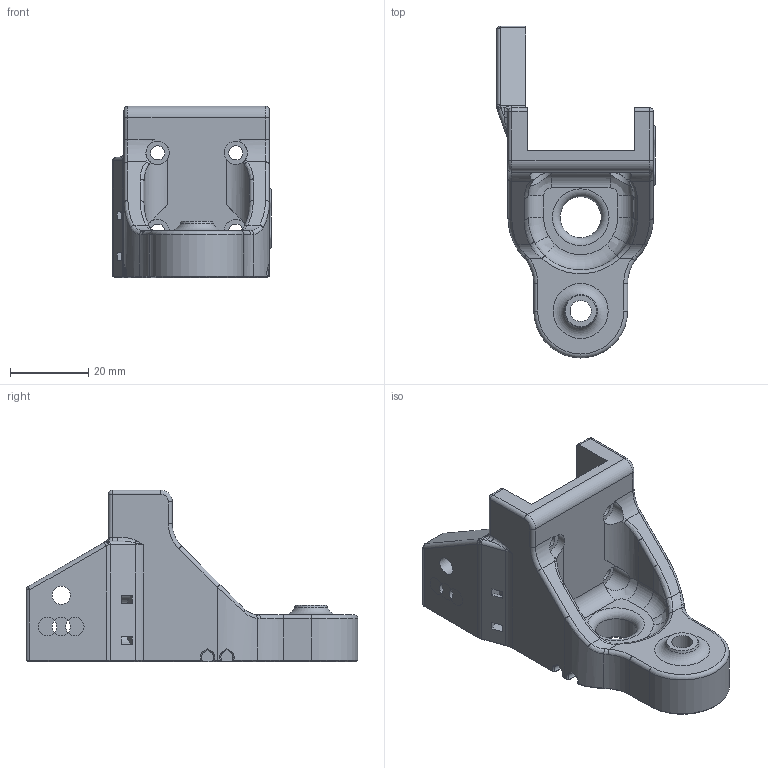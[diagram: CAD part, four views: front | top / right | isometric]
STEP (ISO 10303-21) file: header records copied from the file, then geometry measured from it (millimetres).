
FILE_DESCRIPTION(/* description */ (''),/* implementation_level */ '2;1');
FILE_NAME(/* name */ 'WobbleX-MGN12H_Z_Carriage_Rear1.step',/* time_stamp */ '2023-04-11T21:22:20+02:00',/* author */ (''),/* organization */ (''),/* preprocessor_version */ 'ST-DEVELOPER v19.2',/* originating_system */ 'Autodesk Translation Framework v12.4.0.73',/* authorisation */ '');
FILE_SCHEMA (('AUTOMOTIVE_DESIGN { 1 0 10303 214 3 1 1 }'));
Length unit declared in the file: millimetre
Products named in the file (2): WobbleX-MGN12H_rear_Z; MGN12H-Z_Carriage
Assembly tree (1 placements, depth 2):
  WobbleX-MGN12H_rear_Z
    MGN12H-Z_Carriage
Bounding box: 40.6 x 84.9 x 43.9 mm (x, y, z)
Volume: 63640.4 mm3; surface area: 26098.3 mm2
Topology: 2 solids, 2 shells, 555 faces, 1395 edges, 856 vertices
Faces by surface type: plane 230, cylinder 129, bspline 88, cone 68, torus 32, sphere 8
Full cylindrical faces by diameter (mm): 3.6 x8, 4.7 x5, 5.4 x2, 6 x8, 10.5 x2
Entity records: 18753 total; most frequent: CARTESIAN_POINT 5745, ORIENTED_EDGE 2786, DIRECTION 2577, EDGE_CURVE 1393, AXIS2_PLACEMENT_3D 942, VERTEX_POINT 856, LINE 693, VECTOR 693
